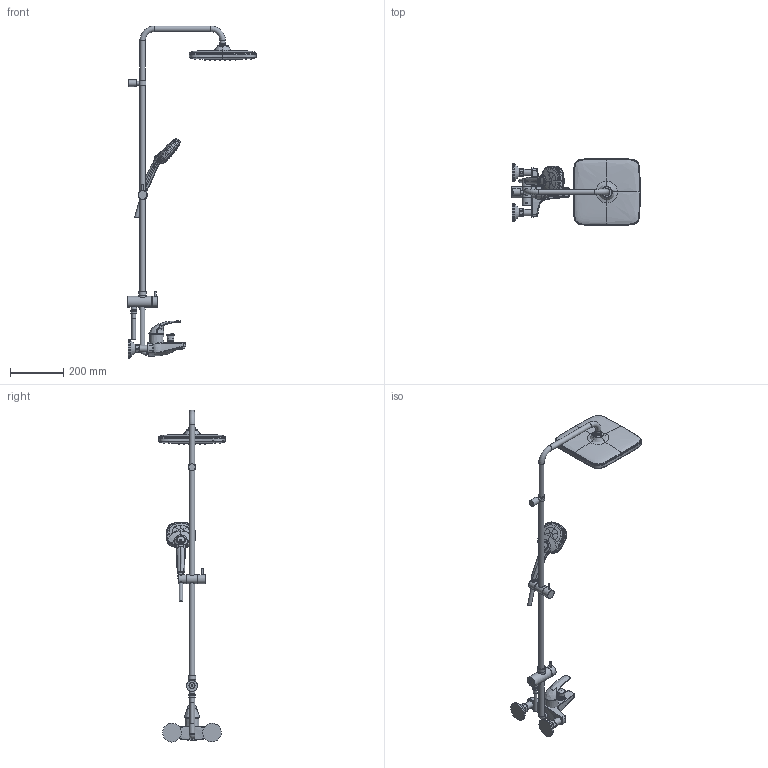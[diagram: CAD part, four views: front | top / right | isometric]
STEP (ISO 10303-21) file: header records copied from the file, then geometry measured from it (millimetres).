
FILE_DESCRIPTION(/* description */ ('Unknown'),/* implementation_level */ '2;1');
FILE_NAME(/* name */ '26693001',/* time_stamp */ '2023-04-23T08:51:51+02:00',/* author */ ('Unknown'),/* organization */ ('GROHE AG'),/* preprocessor_version */ 'ST-DEVELOPER v16.7',/* originating_system */ 'DEX',/* authorisation */ $);
FILE_SCHEMA (('AUTOMOTIVE_DESIGN {1 0 10303 214 3 1 1}'));
Length unit declared in the file: millimetre
Products named in the file (1): 26693001
Bounding box: 480 x 250.02 x 1243.84 mm (x, y, z)
Volume: 130236.1 mm3; surface area: 525870.3 mm2
Topology: 3 solids, 399 shells, 2022 faces, 6348 edges, 4743 vertices
Faces by surface type: bspline 820, cylinder 626, plane 367, torus 138, cone 51, sphere 20
Full cylindrical faces by diameter (mm): 2.187 x123, 2.8 x66, 3.797 x136, 4.1 x6, 4.65 x136, 6 x1, 7.9 x1, 13.8 x2, 14.7 x2, 15 x1, 16.2 x1, 18.4 x1, 19.9 x1, 20.6 x5, 21 x7, 22.5 x1, 22.6 x1, 23 x2, 23.6 x1, 24.6 x2, 25 x2, 27.8 x1, 28 x2, 30.7 x1, 34 x3, 41 x2, 70 x2
Entity records: 129017 total; most frequent: CARTESIAN_POINT 80103, ORIENTED_EDGE 7509, DIRECTION 5200, EDGE_CURVE 5053, VERTEX_POINT 4249, FACE_BOUND 3606, EDGE_LOOP 3605, B_SPLINE_CURVE_WITH_KNOTS 3458
